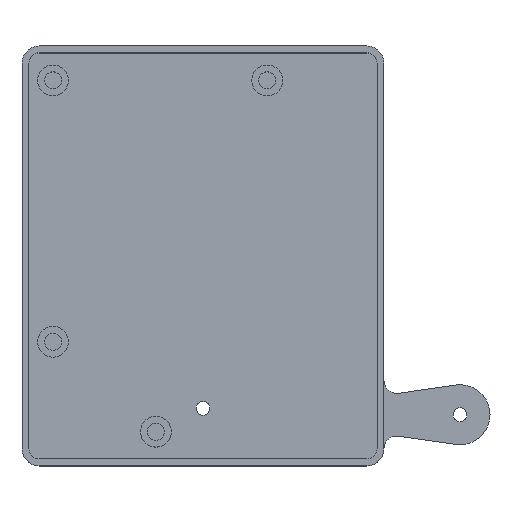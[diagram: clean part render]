
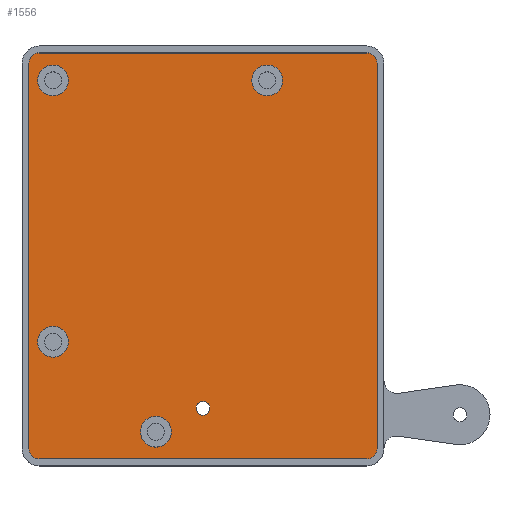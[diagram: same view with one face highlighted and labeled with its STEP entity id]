
A CAD part, top view. The second image highlights one B-rep face of the part: STEP entity #1556.
In plain terms, the highlighted planar face has unit normal (0, 0, 1).
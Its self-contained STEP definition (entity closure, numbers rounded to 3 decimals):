
#733 = VERTEX_POINT('',#734);
#734 = CARTESIAN_POINT('',(1.6,-35.531,2.4));
#740 = EDGE_CURVE('',#733,#733,#741,.T.);
#741 = CIRCLE('',#742,1.6);
#742 = AXIS2_PLACEMENT_3D('',#743,#744,#745);
#743 = CARTESIAN_POINT('',(0.,-35.531,2.4));
#744 = DIRECTION('',(0.,0.,1.));
#745 = DIRECTION('',(1.,0.,0.));
#1556 = ADVANCED_FACE('',(#1557,#1627,#1638,#1641,#1652,#1663),#1674,.T.
  );
#1557 = FACE_BOUND('',#1558,.T.);
#1558 = EDGE_LOOP('',(#1559,#1570,#1578,#1587,#1595,#1604,#1612,#1621));
#1559 = ORIENTED_EDGE('',*,*,#1560,.T.);
#1560 = EDGE_CURVE('',#1561,#1563,#1565,.T.);
#1561 = VERTEX_POINT('',#1562);
#1562 = CARTESIAN_POINT('',(-40.65,-45.,2.4));
#1563 = VERTEX_POINT('',#1564);
#1564 = CARTESIAN_POINT('',(-38.25,-47.4,2.4));
#1565 = CIRCLE('',#1566,2.4);
#1566 = AXIS2_PLACEMENT_3D('',#1567,#1568,#1569);
#1567 = CARTESIAN_POINT('',(-38.25,-45.,2.4));
#1568 = DIRECTION('',(0.,0.,1.));
#1569 = DIRECTION('',(1.,0.,0.));
#1570 = ORIENTED_EDGE('',*,*,#1571,.T.);
#1571 = EDGE_CURVE('',#1563,#1572,#1574,.T.);
#1572 = VERTEX_POINT('',#1573);
#1573 = CARTESIAN_POINT('',(38.25,-47.4,2.4));
#1574 = LINE('',#1575,#1576);
#1575 = CARTESIAN_POINT('',(-38.25,-47.4,2.4));
#1576 = VECTOR('',#1577,1.);
#1577 = DIRECTION('',(1.,0.,0.));
#1578 = ORIENTED_EDGE('',*,*,#1579,.T.);
#1579 = EDGE_CURVE('',#1572,#1580,#1582,.T.);
#1580 = VERTEX_POINT('',#1581);
#1581 = CARTESIAN_POINT('',(40.65,-45.,2.4));
#1582 = CIRCLE('',#1583,2.4);
#1583 = AXIS2_PLACEMENT_3D('',#1584,#1585,#1586);
#1584 = CARTESIAN_POINT('',(38.25,-45.,2.4));
#1585 = DIRECTION('',(0.,0.,1.));
#1586 = DIRECTION('',(1.,0.,0.));
#1587 = ORIENTED_EDGE('',*,*,#1588,.T.);
#1588 = EDGE_CURVE('',#1580,#1589,#1591,.T.);
#1589 = VERTEX_POINT('',#1590);
#1590 = CARTESIAN_POINT('',(40.65,45.,2.4));
#1591 = LINE('',#1592,#1593);
#1592 = CARTESIAN_POINT('',(40.65,-45.,2.4));
#1593 = VECTOR('',#1594,1.);
#1594 = DIRECTION('',(0.,1.,0.));
#1595 = ORIENTED_EDGE('',*,*,#1596,.T.);
#1596 = EDGE_CURVE('',#1589,#1597,#1599,.T.);
#1597 = VERTEX_POINT('',#1598);
#1598 = CARTESIAN_POINT('',(38.25,47.4,2.4));
#1599 = CIRCLE('',#1600,2.4);
#1600 = AXIS2_PLACEMENT_3D('',#1601,#1602,#1603);
#1601 = CARTESIAN_POINT('',(38.25,45.,2.4));
#1602 = DIRECTION('',(0.,0.,1.));
#1603 = DIRECTION('',(1.,0.,0.));
#1604 = ORIENTED_EDGE('',*,*,#1605,.T.);
#1605 = EDGE_CURVE('',#1597,#1606,#1608,.T.);
#1606 = VERTEX_POINT('',#1607);
#1607 = CARTESIAN_POINT('',(-38.25,47.4,2.4));
#1608 = LINE('',#1609,#1610);
#1609 = CARTESIAN_POINT('',(38.25,47.4,2.4));
#1610 = VECTOR('',#1611,1.);
#1611 = DIRECTION('',(-1.,0.,0.));
#1612 = ORIENTED_EDGE('',*,*,#1613,.T.);
#1613 = EDGE_CURVE('',#1606,#1614,#1616,.T.);
#1614 = VERTEX_POINT('',#1615);
#1615 = CARTESIAN_POINT('',(-40.65,45.,2.4));
#1616 = CIRCLE('',#1617,2.4);
#1617 = AXIS2_PLACEMENT_3D('',#1618,#1619,#1620);
#1618 = CARTESIAN_POINT('',(-38.25,45.,2.4));
#1619 = DIRECTION('',(0.,0.,1.));
#1620 = DIRECTION('',(1.,0.,0.));
#1621 = ORIENTED_EDGE('',*,*,#1622,.T.);
#1622 = EDGE_CURVE('',#1614,#1561,#1623,.T.);
#1623 = LINE('',#1624,#1625);
#1624 = CARTESIAN_POINT('',(-40.65,45.,2.4));
#1625 = VECTOR('',#1626,1.);
#1626 = DIRECTION('',(0.,-1.,0.));
#1627 = FACE_BOUND('',#1628,.T.);
#1628 = EDGE_LOOP('',(#1629));
#1629 = ORIENTED_EDGE('',*,*,#1630,.F.);
#1630 = EDGE_CURVE('',#1631,#1631,#1633,.T.);
#1631 = VERTEX_POINT('',#1632);
#1632 = CARTESIAN_POINT('',(-7.4,-41.,2.4));
#1633 = CIRCLE('',#1634,3.6);
#1634 = AXIS2_PLACEMENT_3D('',#1635,#1636,#1637);
#1635 = CARTESIAN_POINT('',(-11.,-41.,2.4));
#1636 = DIRECTION('',(0.,0.,1.));
#1637 = DIRECTION('',(1.,0.,0.));
#1638 = FACE_BOUND('',#1639,.T.);
#1639 = EDGE_LOOP('',(#1640));
#1640 = ORIENTED_EDGE('',*,*,#740,.F.);
#1641 = FACE_BOUND('',#1642,.T.);
#1642 = EDGE_LOOP('',(#1643));
#1643 = ORIENTED_EDGE('',*,*,#1644,.F.);
#1644 = EDGE_CURVE('',#1645,#1645,#1647,.T.);
#1645 = VERTEX_POINT('',#1646);
#1646 = CARTESIAN_POINT('',(-31.4,-20.,2.4));
#1647 = CIRCLE('',#1648,3.6);
#1648 = AXIS2_PLACEMENT_3D('',#1649,#1650,#1651);
#1649 = CARTESIAN_POINT('',(-35.,-20.,2.4));
#1650 = DIRECTION('',(0.,0.,1.));
#1651 = DIRECTION('',(1.,0.,0.));
#1652 = FACE_BOUND('',#1653,.T.);
#1653 = EDGE_LOOP('',(#1654));
#1654 = ORIENTED_EDGE('',*,*,#1655,.F.);
#1655 = EDGE_CURVE('',#1656,#1656,#1658,.T.);
#1656 = VERTEX_POINT('',#1657);
#1657 = CARTESIAN_POINT('',(-31.4,41.,2.4));
#1658 = CIRCLE('',#1659,3.6);
#1659 = AXIS2_PLACEMENT_3D('',#1660,#1661,#1662);
#1660 = CARTESIAN_POINT('',(-35.,41.,2.4));
#1661 = DIRECTION('',(0.,0.,1.));
#1662 = DIRECTION('',(1.,0.,0.));
#1663 = FACE_BOUND('',#1664,.T.);
#1664 = EDGE_LOOP('',(#1665));
#1665 = ORIENTED_EDGE('',*,*,#1666,.F.);
#1666 = EDGE_CURVE('',#1667,#1667,#1669,.T.);
#1667 = VERTEX_POINT('',#1668);
#1668 = CARTESIAN_POINT('',(18.6,41.,2.4));
#1669 = CIRCLE('',#1670,3.6);
#1670 = AXIS2_PLACEMENT_3D('',#1671,#1672,#1673);
#1671 = CARTESIAN_POINT('',(15.,41.,2.4));
#1672 = DIRECTION('',(0.,0.,1.));
#1673 = DIRECTION('',(1.,0.,0.));
#1674 = PLANE('',#1675);
#1675 = AXIS2_PLACEMENT_3D('',#1676,#1677,#1678);
#1676 = CARTESIAN_POINT('',(7.46,-5.323,2.4));
#1677 = DIRECTION('',(0.,0.,1.));
#1678 = DIRECTION('',(1.,0.,0.));
